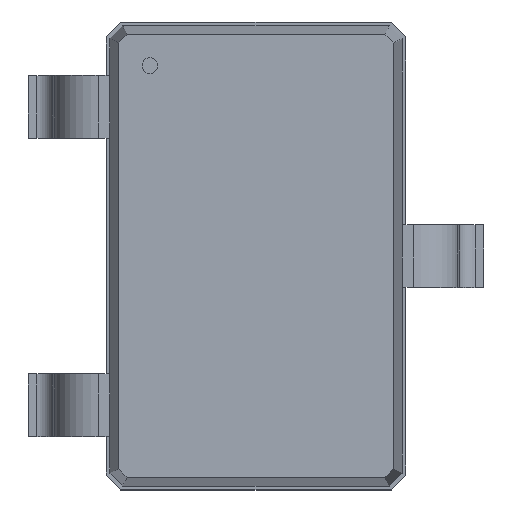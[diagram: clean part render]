
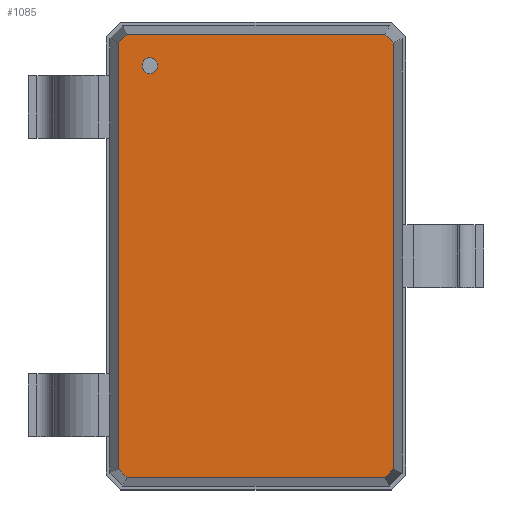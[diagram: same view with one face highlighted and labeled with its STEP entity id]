
A CAD part, top view. The second image highlights one B-rep face of the part: STEP entity #1085.
In plain terms, the highlighted planar face has unit normal (0, 0, 1).
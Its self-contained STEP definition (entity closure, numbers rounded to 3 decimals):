
#13=DIRECTION('',(0.,0.,1.));
#27=VECTOR('',#28,1.);
#28=DIRECTION('',(1.,0.,0.));
#51=VECTOR('',#52,1.);
#52=DIRECTION('',(0.707,-0.707,0.));
#58=VECTOR('',#59,1.);
#59=DIRECTION('',(0.,-1.,0.));
#65=VECTOR('',#66,1.);
#66=DIRECTION('',(-0.707,-0.707,0.));
#72=VECTOR('',#73,1.);
#73=DIRECTION('',(-1.,0.,0.));
#79=VECTOR('',#80,1.);
#80=DIRECTION('',(-0.707,0.707,0.));
#86=VECTOR('',#87,1.);
#87=DIRECTION('',(0.,1.,0.));
#91=VECTOR('',#92,1.);
#92=DIRECTION('',(0.707,0.707,0.));
#542=VERTEX_POINT('',#543);
#543=CARTESIAN_POINT('',(-0.876,1.355,1.));
#545=ORIENTED_EDGE('',*,*,#546,.F.);
#546=EDGE_CURVE('',#547,#542,#549,.T.);
#547=VERTEX_POINT('',#548);
#548=CARTESIAN_POINT('',(-0.876,-1.355,1.));
#549=LINE('',#548,#86);
#560=VERTEX_POINT('',#561);
#561=CARTESIAN_POINT('',(-0.82,1.411,1.));
#563=ORIENTED_EDGE('',*,*,#564,.F.);
#564=EDGE_CURVE('',#542,#560,#565,.T.);
#565=LINE('',#543,#91);
#574=VERTEX_POINT('',#575);
#575=CARTESIAN_POINT('',(0.82,1.411,1.));
#577=ORIENTED_EDGE('',*,*,#578,.F.);
#578=EDGE_CURVE('',#560,#574,#579,.T.);
#579=LINE('',#561,#27);
#588=VERTEX_POINT('',#589);
#589=CARTESIAN_POINT('',(0.876,1.355,1.));
#591=ORIENTED_EDGE('',*,*,#592,.F.);
#592=EDGE_CURVE('',#574,#588,#593,.T.);
#593=LINE('',#575,#51);
#610=VERTEX_POINT('',#611);
#611=CARTESIAN_POINT('',(0.876,-1.355,1.));
#613=ORIENTED_EDGE('',*,*,#614,.F.);
#614=EDGE_CURVE('',#588,#610,#615,.T.);
#615=LINE('',#589,#58);
#1085=ADVANCED_FACE('',(#1086,#1101),#1111,.T.);
#1086=FACE_BOUND('',#1087,.T.);
#1087=EDGE_LOOP('',(#577,#563,#545,#1088,#1093,#1098,#613,#591));
#1088=ORIENTED_EDGE('',*,*,#1089,.F.);
#1089=EDGE_CURVE('',#1090,#547,#1092,.T.);
#1090=VERTEX_POINT('',#1091);
#1091=CARTESIAN_POINT('',(-0.82,-1.411,1.));
#1092=LINE('',#1091,#79);
#1093=ORIENTED_EDGE('',*,*,#1094,.F.);
#1094=EDGE_CURVE('',#1095,#1090,#1097,.T.);
#1095=VERTEX_POINT('',#1096);
#1096=CARTESIAN_POINT('',(0.82,-1.411,1.));
#1097=LINE('',#1096,#72);
#1098=ORIENTED_EDGE('',*,*,#1099,.F.);
#1099=EDGE_CURVE('',#610,#1095,#1100,.T.);
#1100=LINE('',#611,#65);
#1101=FACE_BOUND('',#1102,.T.);
#1102=EDGE_LOOP('',(#1103));
#1103=ORIENTED_EDGE('',*,*,#1104,.T.);
#1104=EDGE_CURVE('',#1105,#1105,#1107,.T.);
#1105=VERTEX_POINT('',#1106);
#1106=CARTESIAN_POINT('',(-0.676,1.161,1.));
#1107=CIRCLE('',#1108,0.05);
#1108=AXIS2_PLACEMENT_3D('',#1109,#1110,#59);
#1109=CARTESIAN_POINT('',(-0.676,1.211,1.));
#1110=DIRECTION('',(0.,-0.,-1.));
#1111=PLANE('',#1112);
#1112=AXIS2_PLACEMENT_3D('',#561,#13,#1113);
#1113=DIRECTION('',(0.503,-0.864,0.));
